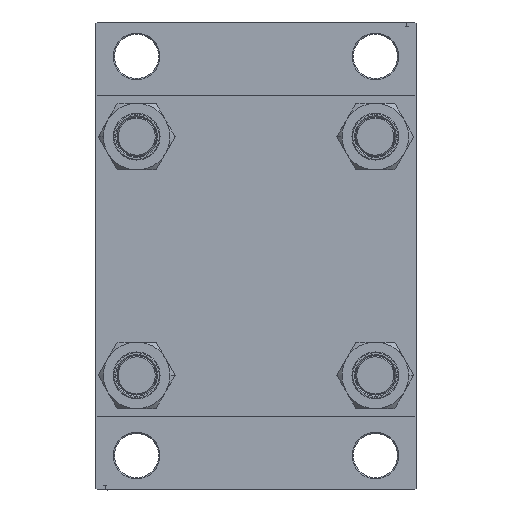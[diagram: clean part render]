
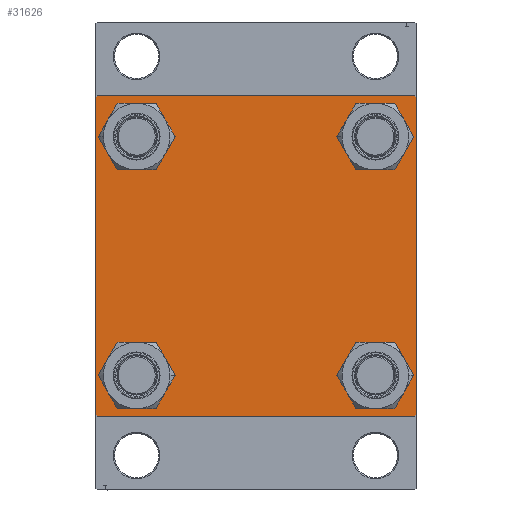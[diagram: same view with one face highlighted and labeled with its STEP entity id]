
A CAD part, left-side view. The second image highlights one B-rep face of the part: STEP entity #31626.
In plain terms, the highlighted planar face has unit normal (-1, 0, 0).
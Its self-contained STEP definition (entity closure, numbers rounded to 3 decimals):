
#250 = AXIS2_PLACEMENT_3D ( 'NONE', #4695, #783, #11802 ) ;
#294 = AXIS2_PLACEMENT_3D ( 'NONE', #18463, #29687, #41653 ) ;
#422 = CARTESIAN_POINT ( 'NONE',  ( 0., 48.45, -48.45 ) ) ;
#615 = EDGE_CURVE ( 'NONE', #35180, #18577, #2457, .T. ) ;
#721 = VECTOR ( 'NONE', #34941, 1000. ) ;
#783 = DIRECTION ( 'NONE',  ( 1., 0., 0. ) ) ;
#898 = VECTOR ( 'NONE', #2579, 1000. ) ;
#899 = CARTESIAN_POINT ( 'NONE',  ( 0., -64.75, 64.75 ) ) ;
#1762 = CARTESIAN_POINT ( 'NONE',  ( 0., 0., 0. ) ) ;
#1838 = AXIS2_PLACEMENT_3D ( 'NONE', #422, #41710, #37815 ) ;
#2245 = CARTESIAN_POINT ( 'NONE',  ( 0., 65., 64.5 ) ) ;
#2457 = CIRCLE ( 'NONE', #29758, 8.5 ) ;
#2463 = VECTOR ( 'NONE', #36737, 1000. ) ;
#2541 = DIRECTION ( 'NONE',  ( 0., 0.707, -0.707 ) ) ;
#2579 = DIRECTION ( 'NONE',  ( 0., -1., 0. ) ) ;
#3008 = LINE ( 'NONE', #40398, #32765 ) ;
#3152 = EDGE_CURVE ( 'NONE', #35848, #5938, #6358, .T. ) ;
#3362 = VERTEX_POINT ( 'NONE', #26492 ) ;
#3742 = EDGE_CURVE ( 'NONE', #13799, #39805, #28832, .T. ) ;
#3817 = ORIENTED_EDGE ( 'NONE', *, *, #17545, .T. ) ;
#4315 = EDGE_CURVE ( 'NONE', #26023, #24701, #28344, .T. ) ;
#4438 = CARTESIAN_POINT ( 'NONE',  ( 0., -48.45, -48.45 ) ) ;
#4445 = ORIENTED_EDGE ( 'NONE', *, *, #33475, .F. ) ;
#4516 = EDGE_CURVE ( 'NONE', #11789, #27774, #26765, .T. ) ;
#4695 = CARTESIAN_POINT ( 'NONE',  ( 0., 48.45, 48.45 ) ) ;
#5125 = LINE ( 'NONE', #30296, #721 ) ;
#5127 = EDGE_CURVE ( 'NONE', #18577, #35180, #41622, .T. ) ;
#5644 = EDGE_CURVE ( 'NONE', #27774, #11789, #21350, .T. ) ;
#5938 = VERTEX_POINT ( 'NONE', #29425 ) ;
#6358 = LINE ( 'NONE', #899, #14256 ) ;
#6376 = FACE_BOUND ( 'NONE', #7280, .T. ) ;
#7266 = AXIS2_PLACEMENT_3D ( 'NONE', #42679, #16320, #31446 ) ;
#7280 = EDGE_LOOP ( 'NONE', ( #36890, #25890 ) ) ;
#8837 = CIRCLE ( 'NONE', #34564, 8.5 ) ;
#9593 = FACE_BOUND ( 'NONE', #36317, .T. ) ;
#9687 = EDGE_CURVE ( 'NONE', #24701, #26023, #44888, .T. ) ;
#10134 = CARTESIAN_POINT ( 'NONE',  ( 0., -48.45, 39.95 ) ) ;
#10843 = CIRCLE ( 'NONE', #39724, 8.5 ) ;
#11789 = VERTEX_POINT ( 'NONE', #43486 ) ;
#11802 = DIRECTION ( 'NONE',  ( 0., 0., 1. ) ) ;
#12253 = LINE ( 'NONE', #41064, #21621 ) ;
#12496 = DIRECTION ( 'NONE',  ( 0., 0., 1. ) ) ;
#13734 = DIRECTION ( 'NONE',  ( -1., 0., 0. ) ) ;
#13799 = VERTEX_POINT ( 'NONE', #36229 ) ;
#13818 = VERTEX_POINT ( 'NONE', #17434 ) ;
#14256 = VECTOR ( 'NONE', #34867, 1000. ) ;
#14280 = CARTESIAN_POINT ( 'NONE',  ( 0., -65., 65. ) ) ;
#14796 = VERTEX_POINT ( 'NONE', #36366 ) ;
#14838 = ORIENTED_EDGE ( 'NONE', *, *, #29613, .T. ) ;
#15310 = CARTESIAN_POINT ( 'NONE',  ( 0., -48.45, -48.45 ) ) ;
#15613 = CARTESIAN_POINT ( 'NONE',  ( 0., -48.45, -39.95 ) ) ;
#15933 = CARTESIAN_POINT ( 'NONE',  ( 0., 48.45, -48.45 ) ) ;
#16320 = DIRECTION ( 'NONE',  ( 1., 0., 0. ) ) ;
#17434 = CARTESIAN_POINT ( 'NONE',  ( 0., 65., -64.5 ) ) ;
#17545 = EDGE_CURVE ( 'NONE', #43161, #13818, #12253, .T. ) ;
#17719 = CARTESIAN_POINT ( 'NONE',  ( 0., -48.45, 56.95 ) ) ;
#17919 = CARTESIAN_POINT ( 'NONE',  ( 0., -65., -64.5 ) ) ;
#18463 = CARTESIAN_POINT ( 'NONE',  ( 0., 48.45, 48.45 ) ) ;
#18577 = VERTEX_POINT ( 'NONE', #30567 ) ;
#21277 = PLANE ( 'NONE',  #26559 ) ;
#21350 = CIRCLE ( 'NONE', #294, 8.5 ) ;
#21441 = VERTEX_POINT ( 'NONE', #15613 ) ;
#21621 = VECTOR ( 'NONE', #26891, 1000. ) ;
#21627 = LINE ( 'NONE', #36532, #898 ) ;
#21828 = LINE ( 'NONE', #14280, #2463 ) ;
#22134 = ORIENTED_EDGE ( 'NONE', *, *, #36273, .F. ) ;
#22943 = CARTESIAN_POINT ( 'NONE',  ( 0., 48.45, -39.95 ) ) ;
#23757 = FACE_BOUND ( 'NONE', #47554, .T. ) ;
#24458 = DIRECTION ( 'NONE',  ( 1., 0., 0. ) ) ;
#24697 = ORIENTED_EDGE ( 'NONE', *, *, #3742, .T. ) ;
#24701 = VERTEX_POINT ( 'NONE', #17719 ) ;
#25783 = DIRECTION ( 'NONE',  ( 1., 0., 0. ) ) ;
#25890 = ORIENTED_EDGE ( 'NONE', *, *, #5127, .T. ) ;
#26023 = VERTEX_POINT ( 'NONE', #10134 ) ;
#26492 = CARTESIAN_POINT ( 'NONE',  ( 0., 64.5, -65. ) ) ;
#26559 = AXIS2_PLACEMENT_3D ( 'NONE', #1762, #13734, #46721 ) ;
#26765 = CIRCLE ( 'NONE', #250, 8.5 ) ;
#26891 = DIRECTION ( 'NONE',  ( 0., 0., -1. ) ) ;
#27024 = EDGE_LOOP ( 'NONE', ( #3817, #41595, #27994, #24697, #4445, #42940, #22134, #14838 ) ) ;
#27097 = EDGE_CURVE ( 'NONE', #48058, #21441, #10843, .T. ) ;
#27774 = VERTEX_POINT ( 'NONE', #33498 ) ;
#27986 = EDGE_CURVE ( 'NONE', #13818, #3362, #5125, .T. ) ;
#27994 = ORIENTED_EDGE ( 'NONE', *, *, #29265, .T. ) ;
#28127 = DIRECTION ( 'NONE',  ( 0., 0., 1. ) ) ;
#28344 = CIRCLE ( 'NONE', #7266, 8.5 ) ;
#28832 = LINE ( 'NONE', #36643, #40017 ) ;
#28979 = LINE ( 'NONE', #47547, #34320 ) ;
#29265 = EDGE_CURVE ( 'NONE', #3362, #13799, #28979, .T. ) ;
#29425 = CARTESIAN_POINT ( 'NONE',  ( 0., -64.5, 65. ) ) ;
#29613 = EDGE_CURVE ( 'NONE', #14796, #43161, #3008, .T. ) ;
#29687 = DIRECTION ( 'NONE',  ( 1., 0., 0. ) ) ;
#29758 = AXIS2_PLACEMENT_3D ( 'NONE', #15933, #31063, #12496 ) ;
#30035 = CARTESIAN_POINT ( 'NONE',  ( 0., -48.45, -56.95 ) ) ;
#30192 = DIRECTION ( 'NONE',  ( 0., 0., 1. ) ) ;
#30296 = CARTESIAN_POINT ( 'NONE',  ( 0., 64.75, -64.75 ) ) ;
#30567 = CARTESIAN_POINT ( 'NONE',  ( 0., 48.45, -56.95 ) ) ;
#31063 = DIRECTION ( 'NONE',  ( 1., 0., 0. ) ) ;
#31446 = DIRECTION ( 'NONE',  ( 0., 0., 1. ) ) ;
#31626 = ADVANCED_FACE ( 'NONE', ( #42082, #23757, #6376, #9593, #32524 ), #21277, .T. ) ;
#32524 = FACE_OUTER_BOUND ( 'NONE', #27024, .T. ) ;
#32765 = VECTOR ( 'NONE', #2541, 1000. ) ;
#33129 = DIRECTION ( 'NONE',  ( 0., -1., 0. ) ) ;
#33475 = EDGE_CURVE ( 'NONE', #35848, #39805, #21828, .T. ) ;
#33498 = CARTESIAN_POINT ( 'NONE',  ( 0., 48.45, 39.95 ) ) ;
#33741 = DIRECTION ( 'NONE',  ( 1., 0., 0. ) ) ;
#34320 = VECTOR ( 'NONE', #33129, 1000. ) ;
#34564 = AXIS2_PLACEMENT_3D ( 'NONE', #15310, #25783, #30192 ) ;
#34867 = DIRECTION ( 'NONE',  ( 0., 0.707, 0.707 ) ) ;
#34941 = DIRECTION ( 'NONE',  ( 0., -0.707, -0.707 ) ) ;
#35180 = VERTEX_POINT ( 'NONE', #22943 ) ;
#35454 = ORIENTED_EDGE ( 'NONE', *, *, #4516, .T. ) ;
#35848 = VERTEX_POINT ( 'NONE', #39367 ) ;
#36229 = CARTESIAN_POINT ( 'NONE',  ( 0., -64.5, -65. ) ) ;
#36273 = EDGE_CURVE ( 'NONE', #14796, #5938, #21627, .T. ) ;
#36317 = EDGE_LOOP ( 'NONE', ( #35454, #40713 ) ) ;
#36366 = CARTESIAN_POINT ( 'NONE',  ( 0., 64.5, 65. ) ) ;
#36532 = CARTESIAN_POINT ( 'NONE',  ( 0., 65., 65. ) ) ;
#36643 = CARTESIAN_POINT ( 'NONE',  ( 0., -64.75, -64.75 ) ) ;
#36737 = DIRECTION ( 'NONE',  ( 0., 0., -1. ) ) ;
#36890 = ORIENTED_EDGE ( 'NONE', *, *, #615, .T. ) ;
#37815 = DIRECTION ( 'NONE',  ( 0., 0., 1. ) ) ;
#38800 = ORIENTED_EDGE ( 'NONE', *, *, #9687, .T. ) ;
#39367 = CARTESIAN_POINT ( 'NONE',  ( 0., -65., 64.5 ) ) ;
#39569 = EDGE_CURVE ( 'NONE', #21441, #48058, #8837, .T. ) ;
#39724 = AXIS2_PLACEMENT_3D ( 'NONE', #4438, #24458, #28127 ) ;
#39805 = VERTEX_POINT ( 'NONE', #17919 ) ;
#40017 = VECTOR ( 'NONE', #48130, 1000. ) ;
#40398 = CARTESIAN_POINT ( 'NONE',  ( 0., 64.75, 64.75 ) ) ;
#40713 = ORIENTED_EDGE ( 'NONE', *, *, #5644, .T. ) ;
#41064 = CARTESIAN_POINT ( 'NONE',  ( 0., 65., 65. ) ) ;
#41301 = DIRECTION ( 'NONE',  ( 0., 0., 1. ) ) ;
#41595 = ORIENTED_EDGE ( 'NONE', *, *, #27986, .T. ) ;
#41622 = CIRCLE ( 'NONE', #1838, 8.5 ) ;
#41653 = DIRECTION ( 'NONE',  ( 0., 0., 1. ) ) ;
#41710 = DIRECTION ( 'NONE',  ( 1., 0., 0. ) ) ;
#41832 = EDGE_LOOP ( 'NONE', ( #38800, #47633 ) ) ;
#42082 = FACE_BOUND ( 'NONE', #41832, .T. ) ;
#42564 = AXIS2_PLACEMENT_3D ( 'NONE', #44724, #33741, #41301 ) ;
#42679 = CARTESIAN_POINT ( 'NONE',  ( 0., -48.45, 48.45 ) ) ;
#42940 = ORIENTED_EDGE ( 'NONE', *, *, #3152, .T. ) ;
#43161 = VERTEX_POINT ( 'NONE', #2245 ) ;
#43486 = CARTESIAN_POINT ( 'NONE',  ( 0., 48.45, 56.95 ) ) ;
#44462 = ORIENTED_EDGE ( 'NONE', *, *, #27097, .T. ) ;
#44724 = CARTESIAN_POINT ( 'NONE',  ( 0., -48.45, 48.45 ) ) ;
#44888 = CIRCLE ( 'NONE', #42564, 8.5 ) ;
#46721 = DIRECTION ( 'NONE',  ( 0., 0., 1. ) ) ;
#46827 = ORIENTED_EDGE ( 'NONE', *, *, #39569, .T. ) ;
#47547 = CARTESIAN_POINT ( 'NONE',  ( 0., 65., -65. ) ) ;
#47554 = EDGE_LOOP ( 'NONE', ( #46827, #44462 ) ) ;
#47633 = ORIENTED_EDGE ( 'NONE', *, *, #4315, .T. ) ;
#48058 = VERTEX_POINT ( 'NONE', #30035 ) ;
#48130 = DIRECTION ( 'NONE',  ( 0., -0.707, 0.707 ) ) ;
